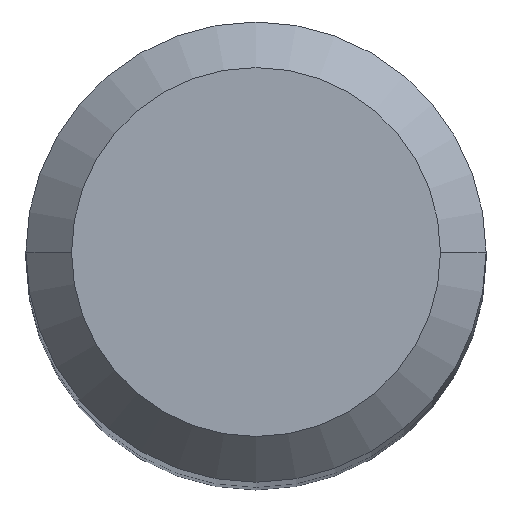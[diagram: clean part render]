
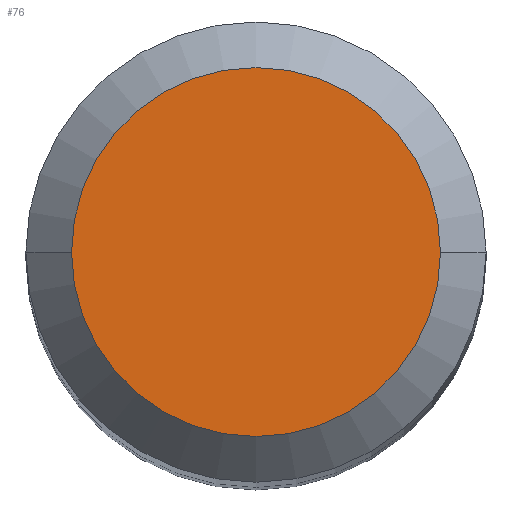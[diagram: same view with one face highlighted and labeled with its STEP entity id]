
A CAD part, top view. The second image highlights one B-rep face of the part: STEP entity #76.
In plain terms, the highlighted planar face has unit normal (0, 0, 1).
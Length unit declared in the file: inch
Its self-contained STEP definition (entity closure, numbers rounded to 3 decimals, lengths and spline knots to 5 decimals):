
#40 = EDGE_LOOP ( 'NONE', ( #111, #130 ) ) ;
#50 = VERTEX_POINT ( 'NONE', #376 ) ;
#76 = ADVANCED_FACE ( 'NONE', ( #241 ), #85, .F. ) ;
#85 = PLANE ( 'NONE',  #306 ) ;
#111 = ORIENTED_EDGE ( 'NONE', *, *, #266, .T. ) ;
#114 = DIRECTION ( 'NONE',  ( -1., 0., 0. ) ) ;
#118 = DIRECTION ( 'NONE',  ( 0., 0., 1. ) ) ;
#129 = DIRECTION ( 'NONE',  ( 0., 0., 1. ) ) ;
#130 = ORIENTED_EDGE ( 'NONE', *, *, #302, .T. ) ;
#143 = CARTESIAN_POINT ( 'NONE',  ( 0., 0., 0. ) ) ;
#147 = DIRECTION ( 'NONE',  ( 1., 0., 0. ) ) ;
#164 = VERTEX_POINT ( 'NONE', #304 ) ;
#241 = FACE_OUTER_BOUND ( 'NONE', #40, .T. ) ;
#246 = DIRECTION ( 'NONE',  ( 1., 0., 0. ) ) ;
#266 = EDGE_CURVE ( 'NONE', #50, #164, #338, .T. ) ;
#274 = AXIS2_PLACEMENT_3D ( 'NONE', #279, #129, #147 ) ;
#279 = CARTESIAN_POINT ( 'NONE',  ( 0., 0., 0. ) ) ;
#302 = EDGE_CURVE ( 'NONE', #164, #50, #307, .T. ) ;
#304 = CARTESIAN_POINT ( 'NONE',  ( 0.12625, 0., 0. ) ) ;
#306 = AXIS2_PLACEMENT_3D ( 'NONE', #143, #374, #114 ) ;
#307 = CIRCLE ( 'NONE', #387, 0.12625 ) ;
#338 = CIRCLE ( 'NONE', #274, 0.12625 ) ;
#374 = DIRECTION ( 'NONE',  ( 0., 0., -1. ) ) ;
#376 = CARTESIAN_POINT ( 'NONE',  ( -0.12625, 0., 0. ) ) ;
#379 = CARTESIAN_POINT ( 'NONE',  ( 0., 0., 0. ) ) ;
#387 = AXIS2_PLACEMENT_3D ( 'NONE', #379, #118, #246 ) ;
